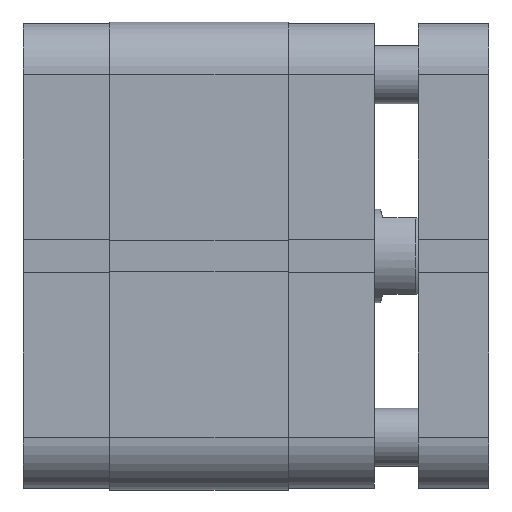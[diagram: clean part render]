
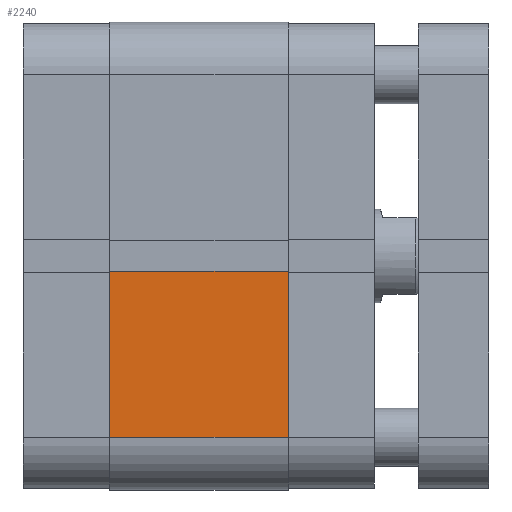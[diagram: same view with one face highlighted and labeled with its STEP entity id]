
A CAD part, front view. The second image highlights one B-rep face of the part: STEP entity #2240.
In plain terms, the highlighted planar face has unit normal (0, -1, 0).
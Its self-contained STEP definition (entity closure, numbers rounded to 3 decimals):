
#133 = EDGE_LOOP ( 'NONE', ( #7944, #7945, #7946, #7947 ) ) ;
#1553 = CARTESIAN_POINT ( 'NONE',  ( -2.6, -40., 0. ) ) ;
#1555 = CARTESIAN_POINT ( 'NONE',  ( -31., -40., 30.5 ) ) ;
#1562 = CARTESIAN_POINT ( 'NONE',  ( -31., -40., 0. ) ) ;
#1663 = VERTEX_POINT ( 'NONE', #1555 ) ;
#1664 = VERTEX_POINT ( 'NONE', #1553 ) ;
#1665 = VERTEX_POINT ( 'NONE', #1562 ) ;
#1669 = VERTEX_POINT ( 'NONE', #1767 ) ;
#1767 = CARTESIAN_POINT ( 'NONE',  ( -2.6, -40., 30.5 ) ) ;
#2240 = ADVANCED_FACE ( 'NONE', ( #8356 ), #3765, .F. ) ;
#2766 = EDGE_CURVE ( 'NONE', #1663, #1669, #5416, .T. ) ;
#2767 = EDGE_CURVE ( 'NONE', #1663, #1665, #5418, .T. ) ;
#2770 = EDGE_CURVE ( 'NONE', #1669, #1664, #5424, .T. ) ;
#2771 = EDGE_CURVE ( 'NONE', #1665, #1664, #5422, .T. ) ;
#3183 = AXIS2_PLACEMENT_3D ( 'NONE', #3764, #3767, #3768 ) ;
#3764 = CARTESIAN_POINT ( 'NONE',  ( 0., -40., 30.5 ) ) ;
#3765 = PLANE ( 'NONE',  #3183 ) ;
#3767 = DIRECTION ( 'NONE',  ( 0., 1., 0. ) ) ;
#3768 = DIRECTION ( 'NONE',  ( 0., 0., 1. ) ) ;
#5416 = LINE ( 'NONE', #6677, #5417 ) ;
#5417 = VECTOR ( 'NONE', #6678, 1000. ) ;
#5418 = LINE ( 'NONE', #6680, #5419 ) ;
#5419 = VECTOR ( 'NONE', #6681, 1000. ) ;
#5422 = LINE ( 'NONE', #6679, #5426 ) ;
#5424 = LINE ( 'NONE', #6687, #5425 ) ;
#5425 = VECTOR ( 'NONE', #6688, 1000. ) ;
#5426 = VECTOR ( 'NONE', #6690, 1000. ) ;
#6677 = CARTESIAN_POINT ( 'NONE',  ( 0., -40., 30.5 ) ) ;
#6678 = DIRECTION ( 'NONE',  ( 1., 0., 0. ) ) ;
#6679 = CARTESIAN_POINT ( 'NONE',  ( 0., -40., 0. ) ) ;
#6680 = CARTESIAN_POINT ( 'NONE',  ( -31., -40., 30.5 ) ) ;
#6681 = DIRECTION ( 'NONE',  ( 0., 0., -1. ) ) ;
#6687 = CARTESIAN_POINT ( 'NONE',  ( -2.6, -40., 30.5 ) ) ;
#6688 = DIRECTION ( 'NONE',  ( 0., 0., -1. ) ) ;
#6690 = DIRECTION ( 'NONE',  ( 1., 0., 0. ) ) ;
#7944 = ORIENTED_EDGE ( 'NONE', *, *, #2771, .T. ) ;
#7945 = ORIENTED_EDGE ( 'NONE', *, *, #2770, .F. ) ;
#7946 = ORIENTED_EDGE ( 'NONE', *, *, #2766, .F. ) ;
#7947 = ORIENTED_EDGE ( 'NONE', *, *, #2767, .T. ) ;
#8356 = FACE_OUTER_BOUND ( 'NONE', #133, .T. ) ;
